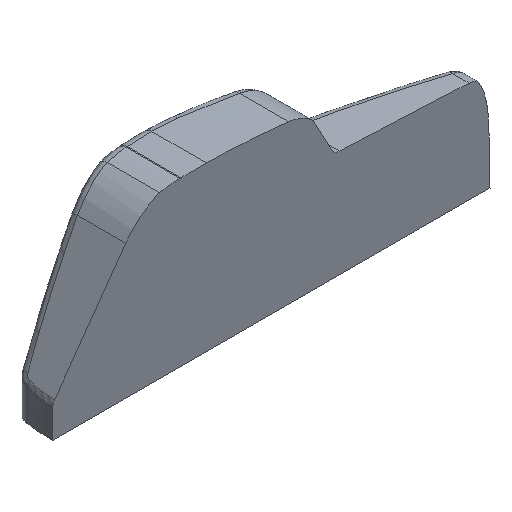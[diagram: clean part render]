
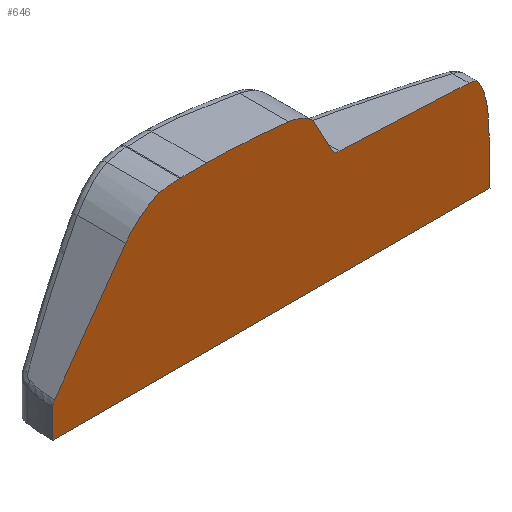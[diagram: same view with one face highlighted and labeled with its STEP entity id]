
A CAD part, isometric view. The second image highlights one B-rep face of the part: STEP entity #646.
In plain terms, the highlighted planar face has unit normal (0, -1, 0).
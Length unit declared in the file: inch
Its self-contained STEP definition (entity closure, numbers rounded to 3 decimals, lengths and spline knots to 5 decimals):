
#21=PLANE('',#729);
#38=LINE('',#1010,#62);
#40=LINE('',#1018,#64);
#41=LINE('',#1026,#65);
#42=LINE('',#1036,#66);
#43=LINE('',#1038,#67);
#44=LINE('',#1061,#68);
#62=VECTOR('',#807,0.01);
#64=VECTOR('',#815,0.01);
#65=VECTOR('',#822,0.01);
#66=VECTOR('',#823,0.01);
#67=VECTOR('',#824,0.01);
#68=VECTOR('',#831,0.01);
#104=FACE_OUTER_BOUND('',#145,.T.);
#145=EDGE_LOOP('',(#434,#435,#436,#437,#438,#439,#440,#441,#442,#443,#444,
#445,#446,#447,#448,#449,#450,#451));
#184=B_SPLINE_CURVE_WITH_KNOTS('',3,(#1028,#1029,#1030,#1031,#1032,#1033,
#1034),.UNSPECIFIED.,.F.,.F.,(4,3,4),(0.,0.05011,0.10023),
 .UNSPECIFIED.);
#185=B_SPLINE_CURVE_WITH_KNOTS('',3,(#1040,#1041,#1042,#1043,#1044,#1045,
#1046,#1047,#1048,#1049,#1050,#1051,#1052,#1053),.UNSPECIFIED.,.F.,.F.,
(4,2,2,2,2,2,4),(0.,0.18978,0.29609,0.33311,
0.35753,0.38122,0.41055),.UNSPECIFIED.);
#223=CIRCLE('',#724,0.002);
#225=CIRCLE('',#730,0.00741);
#226=CIRCLE('',#731,0.14181);
#227=CIRCLE('',#732,0.14181);
#228=CIRCLE('',#733,0.01989);
#229=CIRCLE('',#734,0.01326);
#230=CIRCLE('',#735,0.16274);
#231=CIRCLE('',#736,0.01258);
#232=CIRCLE('',#737,0.00262);
#233=CIRCLE('',#738,0.00162);
#255=VERTEX_POINT('',#978);
#256=VERTEX_POINT('',#979);
#259=VERTEX_POINT('',#1009);
#260=VERTEX_POINT('',#1013);
#261=VERTEX_POINT('',#1015);
#262=VERTEX_POINT('',#1017);
#263=VERTEX_POINT('',#1019);
#264=VERTEX_POINT('',#1021);
#265=VERTEX_POINT('',#1023);
#266=VERTEX_POINT('',#1025);
#267=VERTEX_POINT('',#1027);
#268=VERTEX_POINT('',#1035);
#269=VERTEX_POINT('',#1037);
#270=VERTEX_POINT('',#1039);
#271=VERTEX_POINT('',#1054);
#272=VERTEX_POINT('',#1056);
#273=VERTEX_POINT('',#1058);
#274=VERTEX_POINT('',#1060);
#319=EDGE_CURVE('',#255,#256,#223,.T.);
#325=EDGE_CURVE('',#259,#256,#38,.T.);
#327=EDGE_CURVE('',#255,#260,#225,.T.);
#328=EDGE_CURVE('',#260,#261,#226,.T.);
#329=EDGE_CURVE('',#262,#261,#40,.T.);
#330=EDGE_CURVE('',#262,#263,#227,.T.);
#331=EDGE_CURVE('',#263,#264,#228,.T.);
#332=EDGE_CURVE('',#264,#265,#229,.T.);
#333=EDGE_CURVE('',#265,#266,#41,.T.);
#334=EDGE_CURVE('',#267,#266,#184,.T.);
#335=EDGE_CURVE('',#268,#267,#42,.T.);
#336=EDGE_CURVE('',#268,#269,#43,.T.);
#337=EDGE_CURVE('',#270,#269,#185,.T.);
#338=EDGE_CURVE('',#270,#271,#230,.T.);
#339=EDGE_CURVE('',#271,#272,#231,.T.);
#340=EDGE_CURVE('',#272,#273,#232,.T.);
#341=EDGE_CURVE('',#273,#274,#44,.T.);
#342=EDGE_CURVE('',#259,#274,#233,.T.);
#434=ORIENTED_EDGE('',*,*,#319,.F.);
#435=ORIENTED_EDGE('',*,*,#327,.T.);
#436=ORIENTED_EDGE('',*,*,#328,.T.);
#437=ORIENTED_EDGE('',*,*,#329,.F.);
#438=ORIENTED_EDGE('',*,*,#330,.T.);
#439=ORIENTED_EDGE('',*,*,#331,.T.);
#440=ORIENTED_EDGE('',*,*,#332,.T.);
#441=ORIENTED_EDGE('',*,*,#333,.T.);
#442=ORIENTED_EDGE('',*,*,#334,.F.);
#443=ORIENTED_EDGE('',*,*,#335,.F.);
#444=ORIENTED_EDGE('',*,*,#336,.T.);
#445=ORIENTED_EDGE('',*,*,#337,.F.);
#446=ORIENTED_EDGE('',*,*,#338,.T.);
#447=ORIENTED_EDGE('',*,*,#339,.T.);
#448=ORIENTED_EDGE('',*,*,#340,.T.);
#449=ORIENTED_EDGE('',*,*,#341,.T.);
#450=ORIENTED_EDGE('',*,*,#342,.F.);
#451=ORIENTED_EDGE('',*,*,#325,.T.);
#646=ADVANCED_FACE('',(#104),#21,.T.);
#724=AXIS2_PLACEMENT_3D('',#980,#795,#796);
#729=AXIS2_PLACEMENT_3D('',#1012,#809,#810);
#730=AXIS2_PLACEMENT_3D('',#1014,#811,#812);
#731=AXIS2_PLACEMENT_3D('',#1016,#813,#814);
#732=AXIS2_PLACEMENT_3D('',#1020,#816,#817);
#733=AXIS2_PLACEMENT_3D('',#1022,#818,#819);
#734=AXIS2_PLACEMENT_3D('',#1024,#820,#821);
#735=AXIS2_PLACEMENT_3D('',#1055,#825,#826);
#736=AXIS2_PLACEMENT_3D('',#1057,#827,#828);
#737=AXIS2_PLACEMENT_3D('',#1059,#829,#830);
#738=AXIS2_PLACEMENT_3D('',#1062,#832,#833);
#795=DIRECTION('center_axis',(0.,1.,0.));
#796=DIRECTION('ref_axis',(0.777,0.,0.629));
#807=DIRECTION('',(-0.465,0.,0.885));
#809=DIRECTION('center_axis',(0.,-1.,0.));
#810=DIRECTION('ref_axis',(1.,0.,0.));
#811=DIRECTION('center_axis',(0.,-1.,0.));
#812=DIRECTION('ref_axis',(-0.114,0.,-0.994));
#813=DIRECTION('center_axis',(0.,-1.,0.));
#814=DIRECTION('ref_axis',(0.016,0.,-1.));
#815=DIRECTION('',(1.,0.,0.));
#816=DIRECTION('center_axis',(0.,-1.,0.));
#817=DIRECTION('ref_axis',(0.016,0.,-1.));
#818=DIRECTION('center_axis',(0.,-1.,0.));
#819=DIRECTION('ref_axis',(0.192,0.,-0.981));
#820=DIRECTION('center_axis',(0.,-1.,0.));
#821=DIRECTION('ref_axis',(0.816,0.,-0.579));
#822=DIRECTION('',(-0.579,0.,-0.816));
#823=DIRECTION('',(0.,0.,1.));
#824=DIRECTION('',(1.,0.,0.));
#825=DIRECTION('center_axis',(0.,-1.,0.));
#826=DIRECTION('ref_axis',(-0.998,0.,-0.066));
#827=DIRECTION('center_axis',(0.,-1.,0.));
#828=DIRECTION('ref_axis',(-0.874,0.,-0.486));
#829=DIRECTION('center_axis',(0.,-1.,0.));
#830=DIRECTION('ref_axis',(-0.045,0.,-0.999));
#831=DIRECTION('',(-0.999,0.,0.045));
#832=DIRECTION('center_axis',(0.,-1.,0.));
#833=DIRECTION('ref_axis',(-0.536,0.,-0.844));
#978=CARTESIAN_POINT('',(0.00331,0.,0.02703));
#979=CARTESIAN_POINT('',(0.0038,0.,0.02642));
#980=CARTESIAN_POINT('Origin',(0.00203,0.,
0.02549));
#1009=CARTESIAN_POINT('',(0.0067,0.,0.0209));
#1010=CARTESIAN_POINT('',(0.00573,0.,0.02276));
#1012=CARTESIAN_POINT('Origin',(-0.04067,0.,
0.00179));
#1013=CARTESIAN_POINT('',(-0.00058,0.,0.02869));
#1014=CARTESIAN_POINT('Origin',(-0.00143,0.,
0.02133));
#1015=CARTESIAN_POINT('',(-0.01455,0.,0.02959));
#1016=CARTESIAN_POINT('Origin',(-0.01671,0.,
-0.1122));
#1017=CARTESIAN_POINT('',(-0.01888,0.,0.02959));
#1018=CARTESIAN_POINT('',(-0.04067,0.,0.02959));
#1019=CARTESIAN_POINT('',(-0.01905,0.,0.02959));
#1020=CARTESIAN_POINT('Origin',(-0.01671,0.,
-0.1122));
#1021=CARTESIAN_POINT('',(-0.02255,0.,0.02922));
#1022=CARTESIAN_POINT('Origin',(-0.01872,0.,
0.0097));
#1023=CARTESIAN_POINT('',(-0.02827,0.,0.02465));
#1024=CARTESIAN_POINT('Origin',(-0.01745,0.,
0.01698));
#1025=CARTESIAN_POINT('',(-0.04037,0.,0.0076));
#1026=CARTESIAN_POINT('',(-0.03574,0.,0.01412));
#1027=CARTESIAN_POINT('',(-0.04067,0.,0.00666));
#1028=CARTESIAN_POINT('Ctrl Pts',(-0.04067,0.,
0.00666));
#1029=CARTESIAN_POINT('Ctrl Pts',(-0.04067,0.,
0.00683));
#1030=CARTESIAN_POINT('Ctrl Pts',(-0.04064,0.,
0.00699));
#1031=CARTESIAN_POINT('Ctrl Pts',(-0.04059,0.,
0.00715));
#1032=CARTESIAN_POINT('Ctrl Pts',(-0.04054,0.,
0.00731));
#1033=CARTESIAN_POINT('Ctrl Pts',(-0.04046,0.,
0.00746));
#1034=CARTESIAN_POINT('Ctrl Pts',(-0.04037,0.,
0.0076));
#1035=CARTESIAN_POINT('',(-0.04067,0.,0.00179));
#1036=CARTESIAN_POINT('',(-0.04067,0.,0.00179));
#1037=CARTESIAN_POINT('',(0.03365,0.,0.00179));
#1038=CARTESIAN_POINT('',(-0.04067,0.,0.00179));
#1039=CARTESIAN_POINT('',(0.03362,0.,0.00586));
#1040=CARTESIAN_POINT('Ctrl Pts',(0.03362,0.,
0.00586));
#1041=CARTESIAN_POINT('Ctrl Pts',(0.03364,0.,
0.00523));
#1042=CARTESIAN_POINT('Ctrl Pts',(0.03364,0.,
0.00458));
#1043=CARTESIAN_POINT('Ctrl Pts',(0.03365,0.,
0.00361));
#1044=CARTESIAN_POINT('Ctrl Pts',(0.03365,0.,
0.00324));
#1045=CARTESIAN_POINT('Ctrl Pts',(0.03365,0.,
0.00278));
#1046=CARTESIAN_POINT('Ctrl Pts',(0.03365,0.,
0.00266));
#1047=CARTESIAN_POINT('Ctrl Pts',(0.03365,0.,
0.00246));
#1048=CARTESIAN_POINT('Ctrl Pts',(0.03365,0.,
0.00239));
#1049=CARTESIAN_POINT('Ctrl Pts',(0.03365,0.,
0.00223));
#1050=CARTESIAN_POINT('Ctrl Pts',(0.03365,0.,
0.00215));
#1051=CARTESIAN_POINT('Ctrl Pts',(0.03365,0.,
0.00198));
#1052=CARTESIAN_POINT('Ctrl Pts',(0.03365,0.,
0.00189));
#1053=CARTESIAN_POINT('Ctrl Pts',(0.03365,0.,
0.00179));
#1054=CARTESIAN_POINT('',(0.03331,0.,0.01307));
#1055=CARTESIAN_POINT('Origin',(-0.12907,0.,
0.00229));
#1056=CARTESIAN_POINT('',(0.03175,0.,0.01835));
#1057=CARTESIAN_POINT('Origin',(0.02075,0.,
0.01223));
#1058=CARTESIAN_POINT('',(0.03009,0.,0.01904));
#1059=CARTESIAN_POINT('Origin',(0.02997,0.,
0.01642));
#1060=CARTESIAN_POINT('',(0.00806,0.,0.02003));
#1061=CARTESIAN_POINT('',(-0.00483,0.,0.02062));
#1062=CARTESIAN_POINT('Origin',(0.00814,0.,
0.02165));
